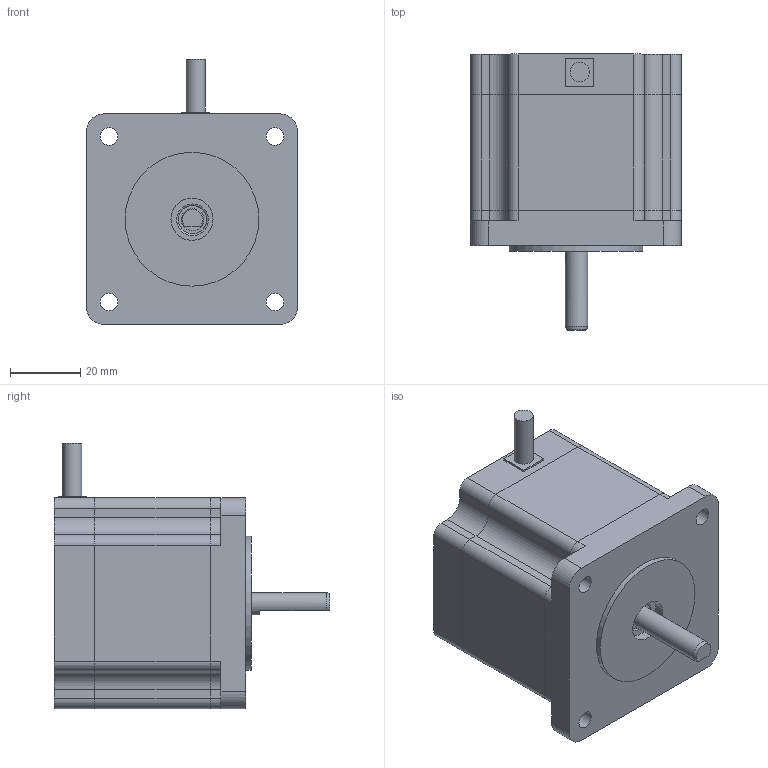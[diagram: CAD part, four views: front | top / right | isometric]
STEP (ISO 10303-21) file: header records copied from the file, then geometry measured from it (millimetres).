
FILE_DESCRIPTION(/* description */ ('Unknown'),/* implementation_level */ '2;1');
FILE_NAME(/* name */ 'MT24HE22028M402',/* time_stamp */ '2023-06-12T18:17:18+02:00',/* author */ ('Unknown'),/* organization */ ('Unknown'),/* preprocessor_version */ 'ST-DEVELOPER v16.7',/* originating_system */ 'Solid Edge',/* authorisation */ 'Unknown');
FILE_SCHEMA (('AUTOMOTIVE_DESIGN {1 0 10303 214 3 1 1}'));
Length unit declared in the file: millimetre
Products named in the file (13): MT24HE22028M402; MOTOR_ASM_5_ASM; STATOR_ASM_3_ASM; STATOR_3; FRAME_8; ROTOR_ASM_6_ASM; SHAFT_7; ROTOR_3; MAGENT_2; SHAFTRING_1; BEARING_1; FRONTBELL_4; ENDBELL_4
Assembly tree (16 placements, depth 4):
  MT24HE22028M402
    MOTOR_ASM_5_ASM
      STATOR_ASM_3_ASM
        STATOR_3
        FRAME_8  x2
      ROTOR_ASM_6_ASM
        SHAFT_7
        ROTOR_3  x2
        MAGENT_2
        SHAFTRING_1  x2
        BEARING_1  x2
      FRONTBELL_4
      ENDBELL_4
Bounding box: 60 x 78.5 x 75.5 mm (x, y, z)
Volume: 130619.9 mm3; surface area: 91880.8 mm2
Topology: 13 solids, 13 shells, 1655 faces, 4833 edges, 3216 vertices
Faces by surface type: plane 948, cylinder 692, torus 12, cone 3
Full cylindrical faces by diameter (mm): 3.2 x8, 5 x4, 5.5 x1, 6.35 x1, 8 x5, 8.1 x2, 10 x3, 12 x2, 16 x2, 22 x4, 38 x1, 38.1 x1, 38.96 x2
Entity records: 34954 total; most frequent: CARTESIAN_POINT 6122, DIRECTION 6062, ORIENTED_EDGE 5992, EDGE_CURVE 2996, LINE 2044, VECTOR 2044, VERTEX_POINT 2013, AXIS2_PLACEMENT_3D 2009
